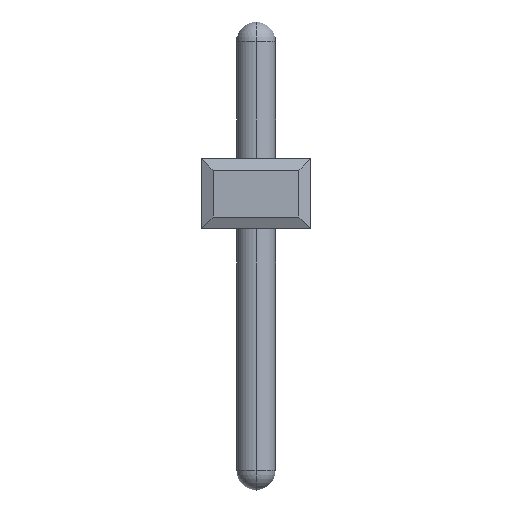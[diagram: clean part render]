
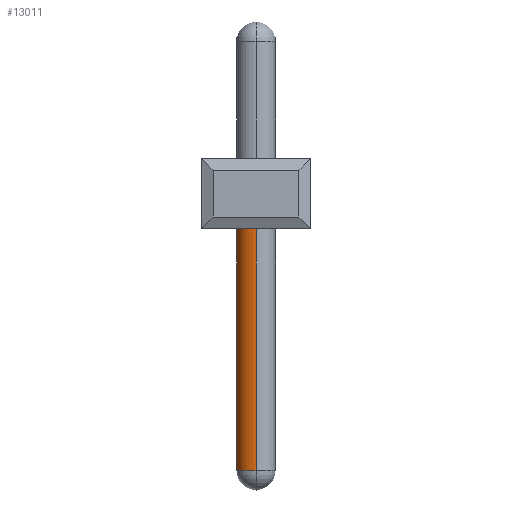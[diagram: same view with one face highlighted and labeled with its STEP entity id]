
A CAD part, front view. The second image highlights one B-rep face of the part: STEP entity #13011.
In plain terms, the highlighted cylindrical face has radius 0.5 mm (diameter 1 mm), a partial arc.
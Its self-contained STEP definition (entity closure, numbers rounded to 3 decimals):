
#4507=CARTESIAN_POINT('',(1.4,-50.75,0.2));
#4508=DIRECTION('',(0.,0.,1.));
#4509=DIRECTION('',(0.,1.,0.));
#4510=AXIS2_PLACEMENT_3D('',#4507,#4508,#4509);
#4521=CARTESIAN_POINT('',(1.4,-50.75,-6.2));
#4522=DIRECTION('',(0.,0.,1.));
#4523=DIRECTION('',(0.,1.,0.));
#4524=AXIS2_PLACEMENT_3D('',#4521,#4522,#4523);
#4526=DIRECTION('',(0.,0.,1.));
#4527=VECTOR('',#4526,6.4);
#4528=CARTESIAN_POINT('',(1.4,-50.25,-6.2));
#4529=LINE('',#4528,#4527);
#4535=DIRECTION('',(0.,0.,1.));
#4536=VECTOR('',#4535,6.4);
#4537=CARTESIAN_POINT('',(1.4,-51.25,-6.2));
#4538=LINE('',#4537,#4536);
#5774=CARTESIAN_POINT('',(1.4,-50.25,-6.2));
#5776=VERTEX_POINT('',#5774);
#5781=CARTESIAN_POINT('',(1.4,-51.25,-6.2));
#5782=VERTEX_POINT('',#5781);
#5785=CARTESIAN_POINT('',(1.4,-50.25,0.2));
#5786=CARTESIAN_POINT('',(1.4,-51.25,0.2));
#5787=VERTEX_POINT('',#5785);
#5788=VERTEX_POINT('',#5786);
#12997=CARTESIAN_POINT('',(1.4,-50.75,-7.3));
#12998=DIRECTION('',(0.,0.,1.));
#12999=DIRECTION('',(0.,1.,0.));
#13000=AXIS2_PLACEMENT_3D('',#12997,#12998,#12999);
#13001=CYLINDRICAL_SURFACE('',#13000,0.5);
#13002=ORIENTED_EDGE('',*,*,#12978,.T.);
#13004=ORIENTED_EDGE('',*,*,#13003,.F.);
#13006=ORIENTED_EDGE('',*,*,#13005,.F.);
#13008=ORIENTED_EDGE('',*,*,#13007,.T.);
#13009=EDGE_LOOP('',(#13002,#13004,#13006,#13008));
#13010=FACE_OUTER_BOUND('',#13009,.F.);
#13011=ADVANCED_FACE('',(#13010),#13001,.T.);
#4511=CIRCLE('',#4510,0.5);
#4525=CIRCLE('',#4524,0.5);
#12978=EDGE_CURVE('',#5787,#5788,#4511,.T.);
#13003=EDGE_CURVE('',#5782,#5788,#4538,.T.);
#13005=EDGE_CURVE('',#5776,#5782,#4525,.T.);
#13007=EDGE_CURVE('',#5776,#5787,#4529,.T.);
